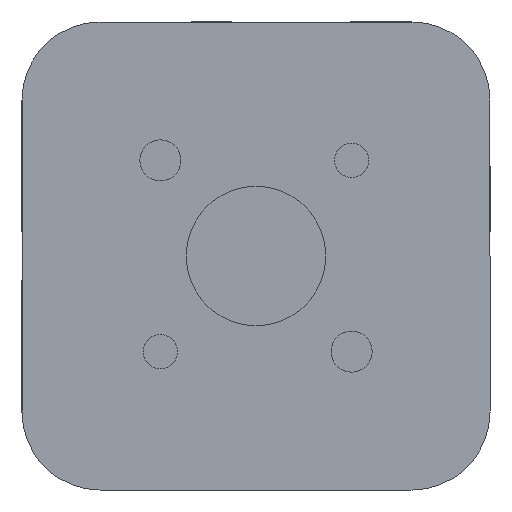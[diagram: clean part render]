
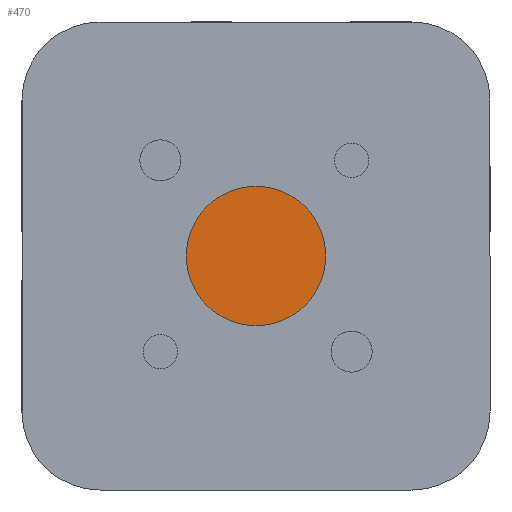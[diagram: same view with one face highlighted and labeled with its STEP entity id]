
A CAD part, left-side view. The second image highlights one B-rep face of the part: STEP entity #470.
In plain terms, the highlighted planar face has unit normal (-1, 0, 0).
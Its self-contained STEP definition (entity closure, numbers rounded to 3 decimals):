
#50 = ORIENTED_EDGE ( 'NONE', *, *, #6181, .T. ) ;
#470 = ADVANCED_FACE ( 'NONE', ( #9071 ), #8503, .F. ) ;
#547 = ORIENTED_EDGE ( 'NONE', *, *, #6196, .T. ) ;
#1125 = VERTEX_POINT ( 'NONE', #9921 ) ;
#1280 = VERTEX_POINT ( 'NONE', #10075 ) ;
#1471 = EDGE_LOOP ( 'NONE', ( #547, #50 ) ) ;
#3897 = CIRCLE ( 'NONE', #7059, 8.5 ) ;
#3916 = CIRCLE ( 'NONE', #7068, 8.5 ) ;
#5143 = CARTESIAN_POINT ( 'NONE',  ( -21.321, 0., 0. ) ) ;
#5152 = DIRECTION ( 'NONE',  ( -1., 0., 0. ) ) ;
#5153 = DIRECTION ( 'NONE',  ( 0., 0., 1. ) ) ;
#5186 = CARTESIAN_POINT ( 'NONE',  ( -21.321, 0., 0. ) ) ;
#5193 = DIRECTION ( 'NONE',  ( -1., 0., 0. ) ) ;
#5194 = DIRECTION ( 'NONE',  ( 0., 0., 1. ) ) ;
#6181 = EDGE_CURVE ( 'NONE', #1280, #1125, #3897, .T. ) ;
#6196 = EDGE_CURVE ( 'NONE', #1125, #1280, #3916, .T. ) ;
#6824 = AXIS2_PLACEMENT_3D ( 'NONE', #9591, #9600, #9601 ) ;
#7059 = AXIS2_PLACEMENT_3D ( 'NONE', #5143, #5152, #5153 ) ;
#7068 = AXIS2_PLACEMENT_3D ( 'NONE', #5186, #5193, #5194 ) ;
#8503 = PLANE ( 'NONE',  #6824 ) ;
#9071 = FACE_OUTER_BOUND ( 'NONE', #1471, .T. ) ;
#9591 = CARTESIAN_POINT ( 'NONE',  ( -21.321, 8.5, 0. ) ) ;
#9600 = DIRECTION ( 'NONE',  ( 1., 0., 0. ) ) ;
#9601 = DIRECTION ( 'NONE',  ( 0., 0., -1. ) ) ;
#9921 = CARTESIAN_POINT ( 'NONE',  ( -21.321, 0., 8.5 ) ) ;
#10075 = CARTESIAN_POINT ( 'NONE',  ( -21.321, 0., -8.5 ) ) ;
